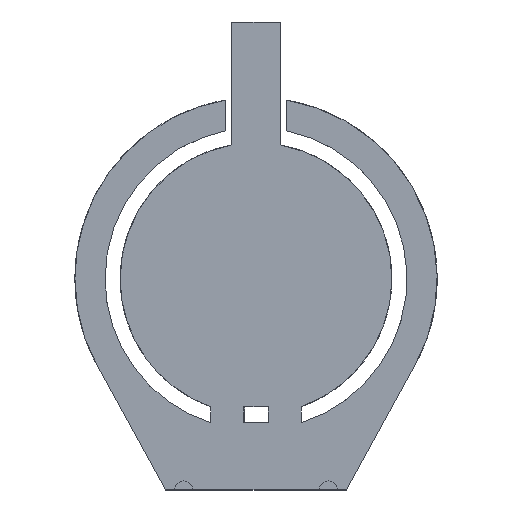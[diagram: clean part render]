
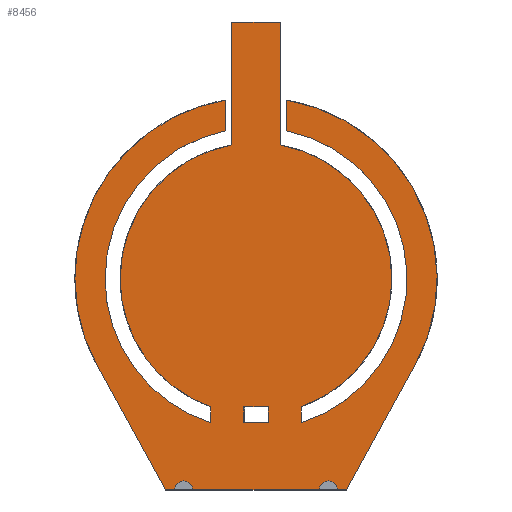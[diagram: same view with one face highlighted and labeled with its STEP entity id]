
A CAD part, top view. The second image highlights one B-rep face of the part: STEP entity #8456.
In plain terms, the highlighted planar face has unit normal (0, 0, 1).
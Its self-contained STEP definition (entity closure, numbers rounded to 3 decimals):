
#8337 = VERTEX_POINT('',#8338);
#8338 = CARTESIAN_POINT('',(-5.,24.495,0.754));
#8354 = VERTEX_POINT('',#8355);
#8355 = CARTESIAN_POINT('',(-25.,0.,0.754));
#8361 = EDGE_CURVE('',#8337,#8354,#8362,.T.);
#8362 = CIRCLE('',#8363,25.);
#8363 = AXIS2_PLACEMENT_3D('',#8364,#8365,#8366);
#8364 = CARTESIAN_POINT('',(0.,0.,0.754));
#8365 = DIRECTION('',(-0.,0.,1.));
#8366 = DIRECTION('',(1.,0.,0.));
#8376 = EDGE_CURVE('',#8377,#8379,#8381,.T.);
#8377 = VERTEX_POINT('',#8378);
#8378 = CARTESIAN_POINT('',(-30.,0.,0.754));
#8379 = VERTEX_POINT('',#8380);
#8380 = CARTESIAN_POINT('',(-26.293,-14.446,0.754));
#8381 = CIRCLE('',#8382,30.);
#8382 = AXIS2_PLACEMENT_3D('',#8383,#8384,#8385);
#8383 = CARTESIAN_POINT('',(0.,0.,0.754));
#8384 = DIRECTION('',(-0.,0.,1.));
#8385 = DIRECTION('',(1.,0.,0.));
#8418 = EDGE_CURVE('',#8419,#8421,#8423,.T.);
#8419 = VERTEX_POINT('',#8420);
#8420 = CARTESIAN_POINT('',(-22.5,0.,0.754));
#8421 = VERTEX_POINT('',#8422);
#8422 = CARTESIAN_POINT('',(-7.5,-21.213,0.754));
#8423 = CIRCLE('',#8424,22.5);
#8424 = AXIS2_PLACEMENT_3D('',#8425,#8426,#8427);
#8425 = CARTESIAN_POINT('',(0.,0.,0.754));
#8426 = DIRECTION('',(-0.,0.,1.));
#8427 = DIRECTION('',(1.,0.,0.));
#8456 = ADVANCED_FACE('',(#8457,#8624),#8658,.T.);
#8457 = FACE_BOUND('',#8458,.T.);
#8458 = EDGE_LOOP('',(#8459,#8470,#8478,#8487,#8495,#8503,#8512,#8520,
    #8529,#8537,#8546,#8554,#8562,#8570,#8577,#8578,#8586,#8593,#8594,
    #8602,#8609,#8610,#8618));
#8459 = ORIENTED_EDGE('',*,*,#8460,.F.);
#8460 = EDGE_CURVE('',#8461,#8463,#8465,.T.);
#8461 = VERTEX_POINT('',#8462);
#8462 = CARTESIAN_POINT('',(-10.5,-35.,0.754));
#8463 = VERTEX_POINT('',#8464);
#8464 = CARTESIAN_POINT('',(-13.5,-35.,0.754));
#8465 = CIRCLE('',#8466,1.5);
#8466 = AXIS2_PLACEMENT_3D('',#8467,#8468,#8469);
#8467 = CARTESIAN_POINT('',(-12.,-35.,0.754));
#8468 = DIRECTION('',(-0.,0.,1.));
#8469 = DIRECTION('',(1.,0.,0.));
#8470 = ORIENTED_EDGE('',*,*,#8471,.T.);
#8471 = EDGE_CURVE('',#8461,#8472,#8474,.T.);
#8472 = VERTEX_POINT('',#8473);
#8473 = CARTESIAN_POINT('',(10.5,-35.,0.754));
#8474 = LINE('',#8475,#8476);
#8475 = CARTESIAN_POINT('',(0.,-35.,0.754));
#8476 = VECTOR('',#8477,1.);
#8477 = DIRECTION('',(1.,0.,0.));
#8478 = ORIENTED_EDGE('',*,*,#8479,.T.);
#8479 = EDGE_CURVE('',#8472,#8480,#8482,.T.);
#8480 = VERTEX_POINT('',#8481);
#8481 = CARTESIAN_POINT('',(13.5,-35.,0.754));
#8482 = CIRCLE('',#8483,1.5);
#8483 = AXIS2_PLACEMENT_3D('',#8484,#8485,#8486);
#8484 = CARTESIAN_POINT('',(12.,-35.,0.754));
#8485 = DIRECTION('',(0.,0.,-1.));
#8486 = DIRECTION('',(1.,0.,0.));
#8487 = ORIENTED_EDGE('',*,*,#8488,.T.);
#8488 = EDGE_CURVE('',#8480,#8489,#8491,.T.);
#8489 = VERTEX_POINT('',#8490);
#8490 = CARTESIAN_POINT('',(15.,-35.,0.754));
#8491 = LINE('',#8492,#8493);
#8492 = CARTESIAN_POINT('',(0.,-35.,0.754));
#8493 = VECTOR('',#8494,1.);
#8494 = DIRECTION('',(1.,0.,0.));
#8495 = ORIENTED_EDGE('',*,*,#8496,.T.);
#8496 = EDGE_CURVE('',#8489,#8497,#8499,.T.);
#8497 = VERTEX_POINT('',#8498);
#8498 = CARTESIAN_POINT('',(26.293,-14.446,0.754));
#8499 = LINE('',#8500,#8501);
#8500 = CARTESIAN_POINT('',(26.293,-14.446,0.754));
#8501 = VECTOR('',#8502,1.);
#8502 = DIRECTION('',(0.482,0.876,0.));
#8503 = ORIENTED_EDGE('',*,*,#8504,.T.);
#8504 = EDGE_CURVE('',#8497,#8505,#8507,.T.);
#8505 = VERTEX_POINT('',#8506);
#8506 = CARTESIAN_POINT('',(5.,29.58,0.754));
#8507 = CIRCLE('',#8508,30.);
#8508 = AXIS2_PLACEMENT_3D('',#8509,#8510,#8511);
#8509 = CARTESIAN_POINT('',(0.,0.,0.754));
#8510 = DIRECTION('',(-0.,0.,1.));
#8511 = DIRECTION('',(1.,0.,0.));
#8512 = ORIENTED_EDGE('',*,*,#8513,.F.);
#8513 = EDGE_CURVE('',#8514,#8505,#8516,.T.);
#8514 = VERTEX_POINT('',#8515);
#8515 = CARTESIAN_POINT('',(5.,24.495,0.754));
#8516 = LINE('',#8517,#8518);
#8517 = CARTESIAN_POINT('',(5.,0.,0.754));
#8518 = VECTOR('',#8519,1.);
#8519 = DIRECTION('',(0.,1.,-0.));
#8520 = ORIENTED_EDGE('',*,*,#8521,.F.);
#8521 = EDGE_CURVE('',#8522,#8514,#8524,.T.);
#8522 = VERTEX_POINT('',#8523);
#8523 = CARTESIAN_POINT('',(7.5,-23.848,0.754));
#8524 = CIRCLE('',#8525,25.);
#8525 = AXIS2_PLACEMENT_3D('',#8526,#8527,#8528);
#8526 = CARTESIAN_POINT('',(0.,0.,0.754));
#8527 = DIRECTION('',(-0.,0.,1.));
#8528 = DIRECTION('',(1.,0.,0.));
#8529 = ORIENTED_EDGE('',*,*,#8530,.T.);
#8530 = EDGE_CURVE('',#8522,#8531,#8533,.T.);
#8531 = VERTEX_POINT('',#8532);
#8532 = CARTESIAN_POINT('',(7.5,-21.213,0.754));
#8533 = LINE('',#8534,#8535);
#8534 = CARTESIAN_POINT('',(7.5,0.,0.754));
#8535 = VECTOR('',#8536,1.);
#8536 = DIRECTION('',(0.,1.,-0.));
#8537 = ORIENTED_EDGE('',*,*,#8538,.T.);
#8538 = EDGE_CURVE('',#8531,#8539,#8541,.T.);
#8539 = VERTEX_POINT('',#8540);
#8540 = CARTESIAN_POINT('',(4.,22.142,0.754));
#8541 = CIRCLE('',#8542,22.5);
#8542 = AXIS2_PLACEMENT_3D('',#8543,#8544,#8545);
#8543 = CARTESIAN_POINT('',(0.,0.,0.754));
#8544 = DIRECTION('',(-0.,0.,1.));
#8545 = DIRECTION('',(1.,0.,0.));
#8546 = ORIENTED_EDGE('',*,*,#8547,.T.);
#8547 = EDGE_CURVE('',#8539,#8548,#8550,.T.);
#8548 = VERTEX_POINT('',#8549);
#8549 = CARTESIAN_POINT('',(4.,42.5,0.754));
#8550 = LINE('',#8551,#8552);
#8551 = CARTESIAN_POINT('',(4.,0.,0.754));
#8552 = VECTOR('',#8553,1.);
#8553 = DIRECTION('',(0.,1.,-0.));
#8554 = ORIENTED_EDGE('',*,*,#8555,.T.);
#8555 = EDGE_CURVE('',#8548,#8556,#8558,.T.);
#8556 = VERTEX_POINT('',#8557);
#8557 = CARTESIAN_POINT('',(-4.,42.5,0.754));
#8558 = LINE('',#8559,#8560);
#8559 = CARTESIAN_POINT('',(0.,42.5,0.754));
#8560 = VECTOR('',#8561,1.);
#8561 = DIRECTION('',(-1.,0.,0.));
#8562 = ORIENTED_EDGE('',*,*,#8563,.F.);
#8563 = EDGE_CURVE('',#8564,#8556,#8566,.T.);
#8564 = VERTEX_POINT('',#8565);
#8565 = CARTESIAN_POINT('',(-4.,22.142,0.754));
#8566 = LINE('',#8567,#8568);
#8567 = CARTESIAN_POINT('',(-4.,0.,0.754));
#8568 = VECTOR('',#8569,1.);
#8569 = DIRECTION('',(0.,1.,-0.));
#8570 = ORIENTED_EDGE('',*,*,#8571,.T.);
#8571 = EDGE_CURVE('',#8564,#8419,#8572,.T.);
#8572 = CIRCLE('',#8573,22.5);
#8573 = AXIS2_PLACEMENT_3D('',#8574,#8575,#8576);
#8574 = CARTESIAN_POINT('',(0.,0.,0.754));
#8575 = DIRECTION('',(-0.,0.,1.));
#8576 = DIRECTION('',(1.,0.,0.));
#8577 = ORIENTED_EDGE('',*,*,#8418,.T.);
#8578 = ORIENTED_EDGE('',*,*,#8579,.F.);
#8579 = EDGE_CURVE('',#8580,#8421,#8582,.T.);
#8580 = VERTEX_POINT('',#8581);
#8581 = CARTESIAN_POINT('',(-7.5,-23.848,0.754));
#8582 = LINE('',#8583,#8584);
#8583 = CARTESIAN_POINT('',(-7.5,0.,0.754));
#8584 = VECTOR('',#8585,1.);
#8585 = DIRECTION('',(0.,1.,-0.));
#8586 = ORIENTED_EDGE('',*,*,#8587,.F.);
#8587 = EDGE_CURVE('',#8354,#8580,#8588,.T.);
#8588 = CIRCLE('',#8589,25.);
#8589 = AXIS2_PLACEMENT_3D('',#8590,#8591,#8592);
#8590 = CARTESIAN_POINT('',(0.,0.,0.754));
#8591 = DIRECTION('',(-0.,0.,1.));
#8592 = DIRECTION('',(1.,0.,0.));
#8593 = ORIENTED_EDGE('',*,*,#8361,.F.);
#8594 = ORIENTED_EDGE('',*,*,#8595,.T.);
#8595 = EDGE_CURVE('',#8337,#8596,#8598,.T.);
#8596 = VERTEX_POINT('',#8597);
#8597 = CARTESIAN_POINT('',(-5.,29.58,0.754));
#8598 = LINE('',#8599,#8600);
#8599 = CARTESIAN_POINT('',(-5.,0.,0.754));
#8600 = VECTOR('',#8601,1.);
#8601 = DIRECTION('',(0.,1.,-0.));
#8602 = ORIENTED_EDGE('',*,*,#8603,.T.);
#8603 = EDGE_CURVE('',#8596,#8377,#8604,.T.);
#8604 = CIRCLE('',#8605,30.);
#8605 = AXIS2_PLACEMENT_3D('',#8606,#8607,#8608);
#8606 = CARTESIAN_POINT('',(0.,0.,0.754));
#8607 = DIRECTION('',(-0.,0.,1.));
#8608 = DIRECTION('',(1.,0.,0.));
#8609 = ORIENTED_EDGE('',*,*,#8376,.T.);
#8610 = ORIENTED_EDGE('',*,*,#8611,.F.);
#8611 = EDGE_CURVE('',#8612,#8379,#8614,.T.);
#8612 = VERTEX_POINT('',#8613);
#8613 = CARTESIAN_POINT('',(-15.,-35.,0.754));
#8614 = LINE('',#8615,#8616);
#8615 = CARTESIAN_POINT('',(-26.293,-14.446,0.754));
#8616 = VECTOR('',#8617,1.);
#8617 = DIRECTION('',(-0.482,0.876,0.));
#8618 = ORIENTED_EDGE('',*,*,#8619,.T.);
#8619 = EDGE_CURVE('',#8612,#8463,#8620,.T.);
#8620 = LINE('',#8621,#8622);
#8621 = CARTESIAN_POINT('',(0.,-35.,0.754));
#8622 = VECTOR('',#8623,1.);
#8623 = DIRECTION('',(1.,0.,0.));
#8624 = FACE_BOUND('',#8625,.T.);
#8625 = EDGE_LOOP('',(#8626,#8636,#8644,#8652));
#8626 = ORIENTED_EDGE('',*,*,#8627,.F.);
#8627 = EDGE_CURVE('',#8628,#8630,#8632,.T.);
#8628 = VERTEX_POINT('',#8629);
#8629 = CARTESIAN_POINT('',(-2.,-23.848,0.754));
#8630 = VERTEX_POINT('',#8631);
#8631 = CARTESIAN_POINT('',(2.,-23.848,0.754));
#8632 = LINE('',#8633,#8634);
#8633 = CARTESIAN_POINT('',(0.,-23.848,0.754));
#8634 = VECTOR('',#8635,1.);
#8635 = DIRECTION('',(1.,0.,0.));
#8636 = ORIENTED_EDGE('',*,*,#8637,.T.);
#8637 = EDGE_CURVE('',#8628,#8638,#8640,.T.);
#8638 = VERTEX_POINT('',#8639);
#8639 = CARTESIAN_POINT('',(-2.,-21.213,0.754));
#8640 = LINE('',#8641,#8642);
#8641 = CARTESIAN_POINT('',(-2.,0.,0.754));
#8642 = VECTOR('',#8643,1.);
#8643 = DIRECTION('',(0.,1.,-0.));
#8644 = ORIENTED_EDGE('',*,*,#8645,.T.);
#8645 = EDGE_CURVE('',#8638,#8646,#8648,.T.);
#8646 = VERTEX_POINT('',#8647);
#8647 = CARTESIAN_POINT('',(2.,-21.213,0.754));
#8648 = LINE('',#8649,#8650);
#8649 = CARTESIAN_POINT('',(0.,-21.213,0.754));
#8650 = VECTOR('',#8651,1.);
#8651 = DIRECTION('',(1.,0.,0.));
#8652 = ORIENTED_EDGE('',*,*,#8653,.F.);
#8653 = EDGE_CURVE('',#8630,#8646,#8654,.T.);
#8654 = LINE('',#8655,#8656);
#8655 = CARTESIAN_POINT('',(2.,0.,0.754));
#8656 = VECTOR('',#8657,1.);
#8657 = DIRECTION('',(0.,1.,-0.));
#8658 = PLANE('',#8659);
#8659 = AXIS2_PLACEMENT_3D('',#8660,#8661,#8662);
#8660 = CARTESIAN_POINT('',(0.,0.,0.754));
#8661 = DIRECTION('',(-0.,0.,1.));
#8662 = DIRECTION('',(1.,0.,0.));
